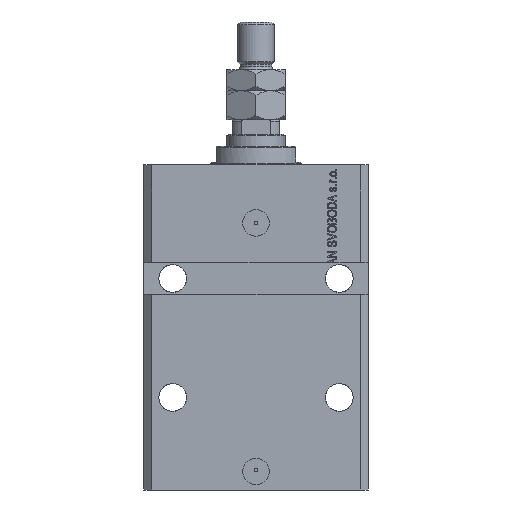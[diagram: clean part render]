
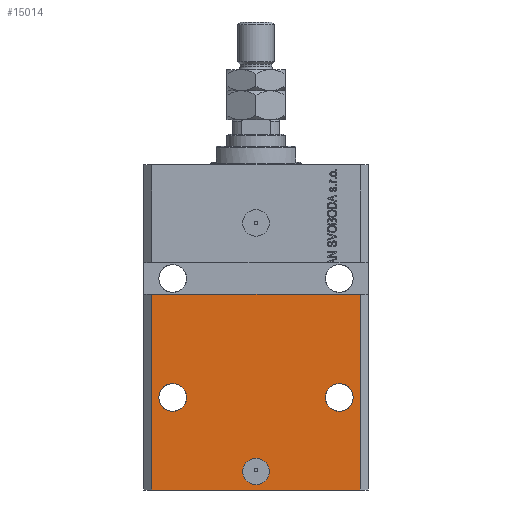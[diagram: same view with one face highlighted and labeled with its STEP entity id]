
A CAD part, front view. The second image highlights one B-rep face of the part: STEP entity #15014.
In plain terms, the highlighted planar face has unit normal (0, -1, 0).
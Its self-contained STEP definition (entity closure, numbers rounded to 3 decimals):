
#786 = FACE_BOUND ( 'NONE', #36931, .T. ) ;
#789 = EDGE_CURVE ( 'NONE', #41667, #13848, #41846, .T. ) ;
#1524 = DIRECTION ( 'NONE',  ( -1., 0., 0. ) ) ;
#1873 = ORIENTED_EDGE ( 'NONE', *, *, #2737, .F. ) ;
#2177 = VECTOR ( 'NONE', #22259, 1000. ) ;
#2737 = EDGE_CURVE ( 'NONE', #50098, #42734, #46005, .T. ) ;
#2854 = CARTESIAN_POINT ( 'NONE',  ( -26.25, -31.5, -88. ) ) ;
#2940 = ORIENTED_EDGE ( 'NONE', *, *, #789, .F. ) ;
#4760 = VECTOR ( 'NONE', #9063, 1000. ) ;
#4905 = VERTEX_POINT ( 'NONE', #36128 ) ;
#5156 = DIRECTION ( 'NONE',  ( 0., 0., 1. ) ) ;
#5446 = ORIENTED_EDGE ( 'NONE', *, *, #9677, .F. ) ;
#5658 = LINE ( 'NONE', #21405, #11440 ) ;
#6148 = ORIENTED_EDGE ( 'NONE', *, *, #14677, .T. ) ;
#6697 = ORIENTED_EDGE ( 'NONE', *, *, #13751, .F. ) ;
#7183 = DIRECTION ( 'NONE',  ( 1., 0., 0. ) ) ;
#7306 = CARTESIAN_POINT ( 'NONE',  ( -39.5, -31.5, -49. ) ) ;
#7493 = EDGE_LOOP ( 'NONE', ( #36493, #1873 ) ) ;
#7535 = CARTESIAN_POINT ( 'NONE',  ( -39.5, -31.5, -123. ) ) ;
#7668 = FACE_BOUND ( 'NONE', #42300, .T. ) ;
#7975 = ORIENTED_EDGE ( 'NONE', *, *, #9972, .F. ) ;
#8410 = CARTESIAN_POINT ( 'NONE',  ( 26.25, -31.5, -88. ) ) ;
#8786 = ORIENTED_EDGE ( 'NONE', *, *, #33300, .F. ) ;
#9063 = DIRECTION ( 'NONE',  ( 0., 0., 1. ) ) ;
#9314 = LINE ( 'NONE', #24780, #4760 ) ;
#9677 = EDGE_CURVE ( 'NONE', #35002, #37176, #30305, .T. ) ;
#9972 = EDGE_CURVE ( 'NONE', #19151, #35002, #9314, .T. ) ;
#10477 = DIRECTION ( 'NONE',  ( 1., 0., 0. ) ) ;
#11440 = VECTOR ( 'NONE', #5156, 1000. ) ;
#11728 = CARTESIAN_POINT ( 'NONE',  ( -39.5, -31.5, -123. ) ) ;
#12230 = AXIS2_PLACEMENT_3D ( 'NONE', #11728, #17976, #40573 ) ;
#12514 = DIRECTION ( 'NONE',  ( 0., -1., 0. ) ) ;
#12755 = VERTEX_POINT ( 'NONE', #39098 ) ;
#13531 = AXIS2_PLACEMENT_3D ( 'NONE', #44432, #12514, #47055 ) ;
#13751 = EDGE_CURVE ( 'NONE', #12755, #4905, #47894, .T. ) ;
#13848 = VERTEX_POINT ( 'NONE', #35307 ) ;
#14276 = ORIENTED_EDGE ( 'NONE', *, *, #22491, .F. ) ;
#14451 = CARTESIAN_POINT ( 'NONE',  ( 39.5, -31.5, -49. ) ) ;
#14677 = EDGE_CURVE ( 'NONE', #27423, #37176, #5658, .T. ) ;
#15014 = ADVANCED_FACE ( 'NONE', ( #7668, #46768, #786, #19356 ), #46526, .T. ) ;
#15306 = CARTESIAN_POINT ( 'NONE',  ( -42.5, -31.5, -49. ) ) ;
#17976 = DIRECTION ( 'NONE',  ( 0., -1., 0. ) ) ;
#18867 = DIRECTION ( 'NONE',  ( 0., -1., 0. ) ) ;
#19151 = VERTEX_POINT ( 'NONE', #7535 ) ;
#19356 = FACE_OUTER_BOUND ( 'NONE', #39181, .T. ) ;
#19962 = AXIS2_PLACEMENT_3D ( 'NONE', #35594, #47518, #1524 ) ;
#21405 = CARTESIAN_POINT ( 'NONE',  ( 39.5, -31.5, -123. ) ) ;
#21760 = LINE ( 'NONE', #25303, #2177 ) ;
#21884 = CARTESIAN_POINT ( 'NONE',  ( 0., -31.5, -116. ) ) ;
#22259 = DIRECTION ( 'NONE',  ( 1., 0., 0. ) ) ;
#22456 = CIRCLE ( 'NONE', #13531, 5.25 ) ;
#22491 = EDGE_CURVE ( 'NONE', #13848, #41667, #27810, .T. ) ;
#24360 = AXIS2_PLACEMENT_3D ( 'NONE', #21884, #37877, #25424 ) ;
#24780 = CARTESIAN_POINT ( 'NONE',  ( -39.5, -31.5, -123. ) ) ;
#25303 = CARTESIAN_POINT ( 'NONE',  ( -39.5, -31.5, -123. ) ) ;
#25424 = DIRECTION ( 'NONE',  ( 1., 0., 0. ) ) ;
#25919 = CARTESIAN_POINT ( 'NONE',  ( 31.5, -31.5, -88. ) ) ;
#26682 = DIRECTION ( 'NONE',  ( 1., 0., 0. ) ) ;
#27311 = AXIS2_PLACEMENT_3D ( 'NONE', #25919, #34057, #26682 ) ;
#27423 = VERTEX_POINT ( 'NONE', #49789 ) ;
#27810 = CIRCLE ( 'NONE', #47276, 5.25 ) ;
#30305 = LINE ( 'NONE', #15306, #32315 ) ;
#30546 = DIRECTION ( 'NONE',  ( -1., 0., 0. ) ) ;
#31896 = AXIS2_PLACEMENT_3D ( 'NONE', #33332, #48812, #10477 ) ;
#32315 = VECTOR ( 'NONE', #7183, 1000. ) ;
#33300 = EDGE_CURVE ( 'NONE', #4905, #12755, #40801, .T. ) ;
#33332 = CARTESIAN_POINT ( 'NONE',  ( 0., -31.5, -116. ) ) ;
#33849 = CARTESIAN_POINT ( 'NONE',  ( -31.5, -31.5, -88. ) ) ;
#34057 = DIRECTION ( 'NONE',  ( 0., -1., 0. ) ) ;
#34790 = ORIENTED_EDGE ( 'NONE', *, *, #48225, .T. ) ;
#35002 = VERTEX_POINT ( 'NONE', #7306 ) ;
#35307 = CARTESIAN_POINT ( 'NONE',  ( -36.75, -31.5, -88. ) ) ;
#35594 = CARTESIAN_POINT ( 'NONE',  ( -31.5, -31.5, -88. ) ) ;
#36128 = CARTESIAN_POINT ( 'NONE',  ( 5., -31.5, -116. ) ) ;
#36493 = ORIENTED_EDGE ( 'NONE', *, *, #47924, .F. ) ;
#36931 = EDGE_LOOP ( 'NONE', ( #2940, #14276 ) ) ;
#37176 = VERTEX_POINT ( 'NONE', #14451 ) ;
#37877 = DIRECTION ( 'NONE',  ( 0., -1., 0. ) ) ;
#39098 = CARTESIAN_POINT ( 'NONE',  ( -5., -31.5, -116. ) ) ;
#39181 = EDGE_LOOP ( 'NONE', ( #5446, #7975, #34790, #6148 ) ) ;
#40573 = DIRECTION ( 'NONE',  ( 0., 0., -1. ) ) ;
#40801 = CIRCLE ( 'NONE', #31896, 5. ) ;
#41667 = VERTEX_POINT ( 'NONE', #2854 ) ;
#41846 = CIRCLE ( 'NONE', #19962, 5.25 ) ;
#42300 = EDGE_LOOP ( 'NONE', ( #8786, #6697 ) ) ;
#42734 = VERTEX_POINT ( 'NONE', #49096 ) ;
#44432 = CARTESIAN_POINT ( 'NONE',  ( 31.5, -31.5, -88. ) ) ;
#46005 = CIRCLE ( 'NONE', #27311, 5.25 ) ;
#46526 = PLANE ( 'NONE',  #12230 ) ;
#46768 = FACE_BOUND ( 'NONE', #7493, .T. ) ;
#47055 = DIRECTION ( 'NONE',  ( 1., 0., 0. ) ) ;
#47276 = AXIS2_PLACEMENT_3D ( 'NONE', #33849, #18867, #30546 ) ;
#47518 = DIRECTION ( 'NONE',  ( 0., -1., 0. ) ) ;
#47894 = CIRCLE ( 'NONE', #24360, 5. ) ;
#47924 = EDGE_CURVE ( 'NONE', #42734, #50098, #22456, .T. ) ;
#48225 = EDGE_CURVE ( 'NONE', #19151, #27423, #21760, .T. ) ;
#48812 = DIRECTION ( 'NONE',  ( 0., -1., 0. ) ) ;
#49096 = CARTESIAN_POINT ( 'NONE',  ( 36.75, -31.5, -88. ) ) ;
#49789 = CARTESIAN_POINT ( 'NONE',  ( 39.5, -31.5, -123. ) ) ;
#50098 = VERTEX_POINT ( 'NONE', #8410 ) ;
